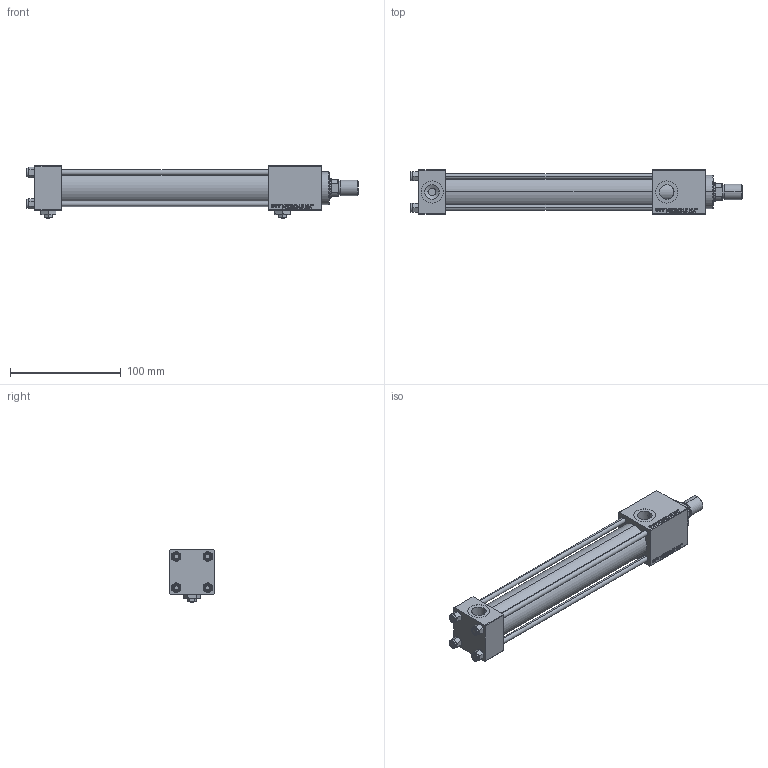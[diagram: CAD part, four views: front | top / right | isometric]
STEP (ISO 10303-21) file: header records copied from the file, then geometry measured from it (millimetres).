
FILE_DESCRIPTION (( 'STEP AP203' ), '1' );
FILE_NAME ('4586.STEP', '2024-02-05T12:54:46', ( '' ), ( '' ), 'SwSTEP 2.0', 'SolidWorks 2019', '' );
FILE_SCHEMA (( 'CONFIG_CONTROL_DESIGN' ));
Length unit declared in the file: millimetre
Products named in the file (8): Zatka_pro_OIL_PORT 3c48924bdf3381edb1aac2ee2f7e551b; V215CR_C_TYCINKA 3c48924bdf3381edb1aac2ee2f7e551b; V215_VC_A 3c48924bdf3381edb1aac2ee2f7e551b; V215CR_C_Body 3c48924bdf3381edb1aac2ee2f7e551b; NUT_M5_C 3c48924bdf3381edb1aac2ee2f7e551b; ROD_END_AH 3c48924bdf3381edb1aac2ee2f7e551b; 4586; V215CR_VCP_C 3c48924bdf3381edb1aac2ee2f7e551b
Assembly tree (14 placements, depth 2):
  4586
    V215CR_C_Body 3c48924bdf3381edb1aac2ee2f7e551b
    V215CR_VCP_C 3c48924bdf3381edb1aac2ee2f7e551b
    NUT_M5_C 3c48924bdf3381edb1aac2ee2f7e551b  x4
    V215CR_C_TYCINKA 3c48924bdf3381edb1aac2ee2f7e551b  x4
    V215_VC_A 3c48924bdf3381edb1aac2ee2f7e551b
    ROD_END_AH 3c48924bdf3381edb1aac2ee2f7e551b
    Zatka_pro_OIL_PORT 3c48924bdf3381edb1aac2ee2f7e551b  x2
Bounding box: 300 x 40 x 47 mm (x, y, z)
Volume: 234831.5 mm3; surface area: 100954 mm2
Topology: 14 solids, 14 shells, 1259 faces, 3126 edges, 2015 vertices
Faces by surface type: plane 575, bspline 392, cone 182, cylinder 100, torus 10
Entity records: 52566 total; most frequent: CARTESIAN_POINT 27746, ORIENTED_EDGE 5552, DIRECTION 3600, EDGE_CURVE 2776, VERTEX_POINT 1813, VECTOR 1646, LINE 1646, EDGE_LOOP 1231
